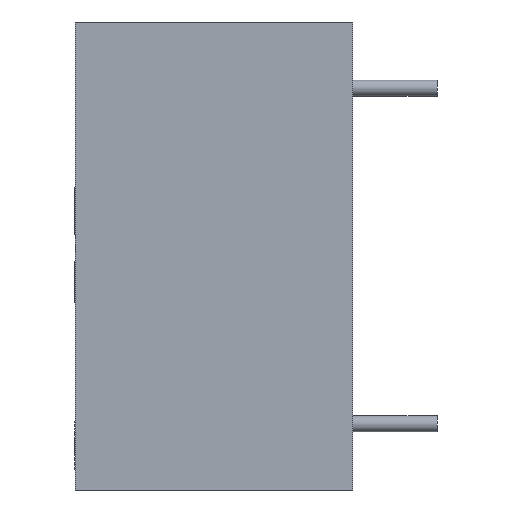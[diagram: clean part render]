
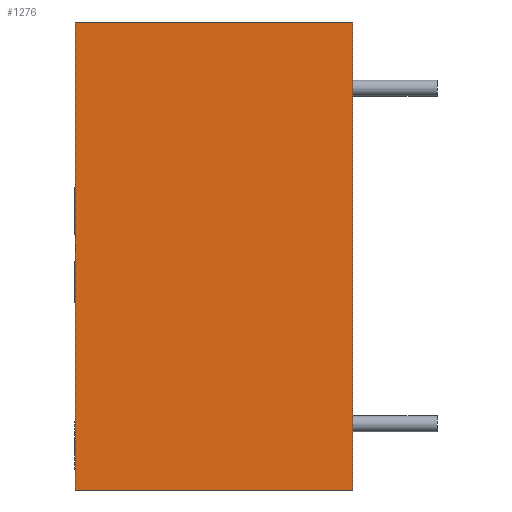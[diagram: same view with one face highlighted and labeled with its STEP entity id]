
A CAD part, left-side view. The second image highlights one B-rep face of the part: STEP entity #1276.
In plain terms, the highlighted planar face has unit normal (-1, 0, 0).
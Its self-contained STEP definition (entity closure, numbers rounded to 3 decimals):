
#335 = CARTESIAN_POINT ( 'NONE',  ( -8.85, 10.5, -8.85 ) ) ;
#513 = PLANE ( 'NONE',  #7735 ) ;
#1276 = ADVANCED_FACE ( 'NONE', ( #5064 ), #513, .F. ) ;
#1309 = EDGE_CURVE ( 'NONE', #10206, #6178, #11342, .T. ) ;
#1746 = DIRECTION ( 'NONE',  ( 0., 0., 1. ) ) ;
#2251 = CARTESIAN_POINT ( 'NONE',  ( -8.85, 10.5, 8.85 ) ) ;
#2674 = CARTESIAN_POINT ( 'NONE',  ( -8.85, 0., -8.85 ) ) ;
#3294 = VECTOR ( 'NONE', #1746, 1000. ) ;
#3363 = CARTESIAN_POINT ( 'NONE',  ( -8.85, 10.5, 8.85 ) ) ;
#3857 = CARTESIAN_POINT ( 'NONE',  ( -8.85, 10.5, 8.85 ) ) ;
#4730 = ORIENTED_EDGE ( 'NONE', *, *, #11205, .T. ) ;
#5064 = FACE_OUTER_BOUND ( 'NONE', #11178, .T. ) ;
#5213 = DIRECTION ( 'NONE',  ( 0., 0., 1. ) ) ;
#5342 = EDGE_CURVE ( 'NONE', #8298, #8841, #11951, .T. ) ;
#5758 = LINE ( 'NONE', #7493, #3294 ) ;
#6178 = VERTEX_POINT ( 'NONE', #6308 ) ;
#6308 = CARTESIAN_POINT ( 'NONE',  ( -8.85, 0., 8.85 ) ) ;
#6701 = VECTOR ( 'NONE', #9908, 1000. ) ;
#7025 = VECTOR ( 'NONE', #9717, 1000. ) ;
#7476 = LINE ( 'NONE', #11897, #9654 ) ;
#7493 = CARTESIAN_POINT ( 'NONE',  ( -8.85, 10.5, 8.85 ) ) ;
#7735 = AXIS2_PLACEMENT_3D ( 'NONE', #3363, #9742, #8827 ) ;
#7736 = ORIENTED_EDGE ( 'NONE', *, *, #1309, .F. ) ;
#8298 = VERTEX_POINT ( 'NONE', #8689 ) ;
#8689 = CARTESIAN_POINT ( 'NONE',  ( -8.85, 10.5, -8.85 ) ) ;
#8827 = DIRECTION ( 'NONE',  ( 0., 0., -1. ) ) ;
#8841 = VERTEX_POINT ( 'NONE', #2674 ) ;
#9123 = EDGE_CURVE ( 'NONE', #8298, #10206, #5758, .T. ) ;
#9654 = VECTOR ( 'NONE', #5213, 1000. ) ;
#9717 = DIRECTION ( 'NONE',  ( 0., -1., 0. ) ) ;
#9742 = DIRECTION ( 'NONE',  ( 1., 0., 0. ) ) ;
#9908 = DIRECTION ( 'NONE',  ( 0., -1., 0. ) ) ;
#10206 = VERTEX_POINT ( 'NONE', #3857 ) ;
#10519 = ORIENTED_EDGE ( 'NONE', *, *, #5342, .T. ) ;
#11178 = EDGE_LOOP ( 'NONE', ( #4730, #7736, #11339, #10519 ) ) ;
#11205 = EDGE_CURVE ( 'NONE', #8841, #6178, #7476, .T. ) ;
#11339 = ORIENTED_EDGE ( 'NONE', *, *, #9123, .F. ) ;
#11342 = LINE ( 'NONE', #2251, #6701 ) ;
#11897 = CARTESIAN_POINT ( 'NONE',  ( -8.85, 0., 8.85 ) ) ;
#11951 = LINE ( 'NONE', #335, #7025 ) ;
